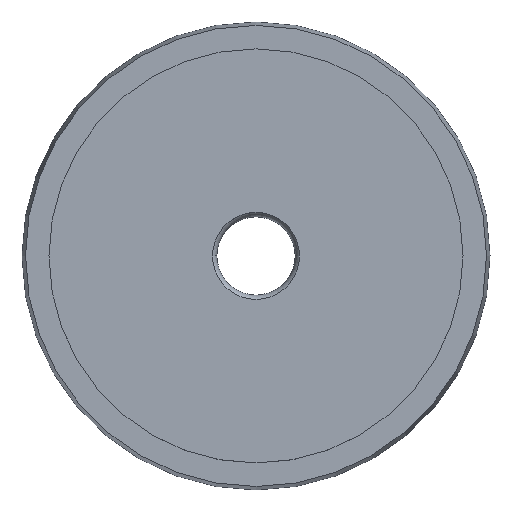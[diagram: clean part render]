
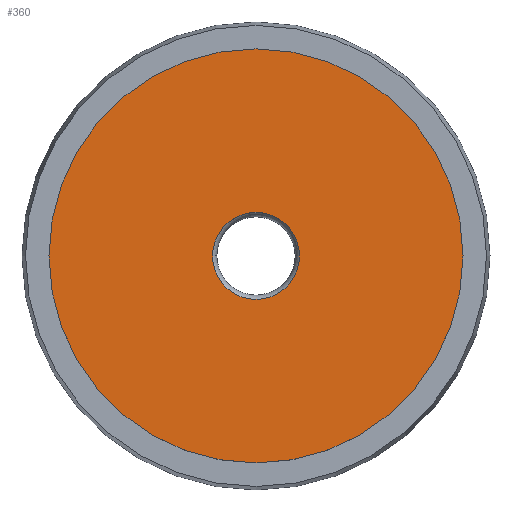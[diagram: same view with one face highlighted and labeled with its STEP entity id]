
A CAD part, top view. The second image highlights one B-rep face of the part: STEP entity #360.
In plain terms, the highlighted planar face has unit normal (0, 0, 1).
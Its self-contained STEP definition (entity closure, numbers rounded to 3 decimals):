
#2 = VERTEX_POINT ( 'NONE', #412 ) ;
#25 = VERTEX_POINT ( 'NONE', #39 ) ;
#36 = ORIENTED_EDGE ( 'NONE', *, *, #379, .F. ) ;
#39 = CARTESIAN_POINT ( 'NONE',  ( 2.5, 0., 0. ) ) ;
#62 = ORIENTED_EDGE ( 'NONE', *, *, #491, .F. ) ;
#77 = AXIS2_PLACEMENT_3D ( 'NONE', #164, #212, #348 ) ;
#80 = AXIS2_PLACEMENT_3D ( 'NONE', #504, #354, #214 ) ;
#85 = VERTEX_POINT ( 'NONE', #99 ) ;
#92 = FACE_BOUND ( 'NONE', #399, .T. ) ;
#99 = CARTESIAN_POINT ( 'NONE',  ( -2.5, 0., 0. ) ) ;
#108 = CIRCLE ( 'NONE', #565, 2.5 ) ;
#134 = AXIS2_PLACEMENT_3D ( 'NONE', #414, #467, #150 ) ;
#135 = CARTESIAN_POINT ( 'NONE',  ( 0., 0., 0. ) ) ;
#150 = DIRECTION ( 'NONE',  ( 1., 0., 0. ) ) ;
#160 = ORIENTED_EDGE ( 'NONE', *, *, #213, .T. ) ;
#164 = CARTESIAN_POINT ( 'NONE',  ( 0., 0., 0. ) ) ;
#204 = CIRCLE ( 'NONE', #80, 11.9 ) ;
#212 = DIRECTION ( 'NONE',  ( 0., 0., 1. ) ) ;
#213 = EDGE_CURVE ( 'NONE', #409, #2, #204, .T. ) ;
#214 = DIRECTION ( 'NONE',  ( 1., 0., 0. ) ) ;
#230 = PLANE ( 'NONE',  #235 ) ;
#235 = AXIS2_PLACEMENT_3D ( 'NONE', #135, #470, #626 ) ;
#244 = EDGE_LOOP ( 'NONE', ( #502, #160 ) ) ;
#319 = CIRCLE ( 'NONE', #134, 2.5 ) ;
#348 = DIRECTION ( 'NONE',  ( 1., 0., 0. ) ) ;
#354 = DIRECTION ( 'NONE',  ( 0., 0., 1. ) ) ;
#360 = ADVANCED_FACE ( 'NONE', ( #92, #393 ), #230, .F. ) ;
#361 = CARTESIAN_POINT ( 'NONE',  ( 0., 0., 0. ) ) ;
#367 = CARTESIAN_POINT ( 'NONE',  ( -11.9, 0., 0. ) ) ;
#379 = EDGE_CURVE ( 'NONE', #25, #85, #319, .T. ) ;
#393 = FACE_OUTER_BOUND ( 'NONE', #244, .T. ) ;
#399 = EDGE_LOOP ( 'NONE', ( #36, #62 ) ) ;
#409 = VERTEX_POINT ( 'NONE', #367 ) ;
#412 = CARTESIAN_POINT ( 'NONE',  ( 11.9, 0., 0. ) ) ;
#414 = CARTESIAN_POINT ( 'NONE',  ( 0., 0., 0. ) ) ;
#467 = DIRECTION ( 'NONE',  ( 0., 0., 1. ) ) ;
#470 = DIRECTION ( 'NONE',  ( 0., 0., -1. ) ) ;
#491 = EDGE_CURVE ( 'NONE', #85, #25, #108, .T. ) ;
#493 = CIRCLE ( 'NONE', #77, 11.9 ) ;
#502 = ORIENTED_EDGE ( 'NONE', *, *, #614, .T. ) ;
#504 = CARTESIAN_POINT ( 'NONE',  ( 0., 0., 0. ) ) ;
#517 = DIRECTION ( 'NONE',  ( 1., 0., 0. ) ) ;
#529 = DIRECTION ( 'NONE',  ( 0., 0., 1. ) ) ;
#565 = AXIS2_PLACEMENT_3D ( 'NONE', #361, #529, #517 ) ;
#614 = EDGE_CURVE ( 'NONE', #2, #409, #493, .T. ) ;
#626 = DIRECTION ( 'NONE',  ( -1., 0., 0. ) ) ;
